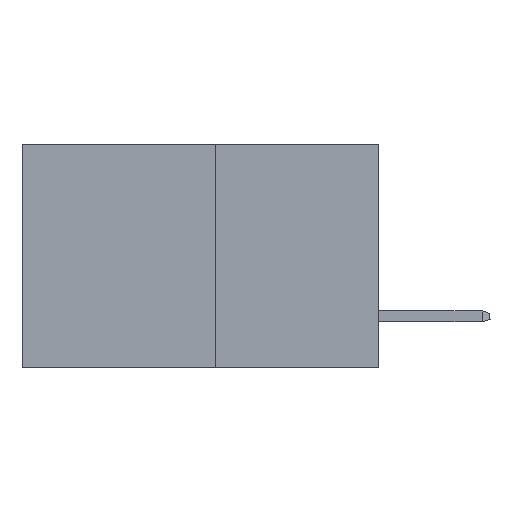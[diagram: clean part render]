
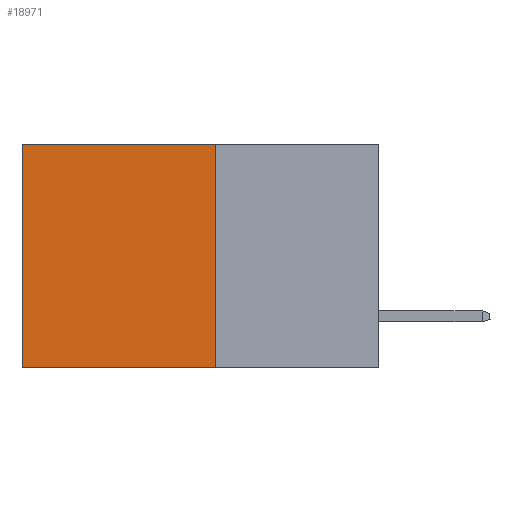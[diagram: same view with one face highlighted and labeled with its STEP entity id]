
A CAD part, left-side view. The second image highlights one B-rep face of the part: STEP entity #18971.
In plain terms, the highlighted planar face has unit normal (-1, 0, 0).
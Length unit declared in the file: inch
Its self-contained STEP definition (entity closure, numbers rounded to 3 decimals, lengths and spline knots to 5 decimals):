
#219 = DIRECTION ( 'NONE',  ( 0., 0., -1. ) ) ;
#278 = CARTESIAN_POINT ( 'NONE',  ( 0.277, 0.27, -0.37 ) ) ;
#281 = DIRECTION ( 'NONE',  ( 0., 0., -1. ) ) ;
#2002 = ORIENTED_EDGE ( 'NONE', *, *, #15497, .T. ) ;
#2935 = CARTESIAN_POINT ( 'NONE',  ( 0.277, 0.27, -0.37 ) ) ;
#3060 = AXIS2_PLACEMENT_3D ( 'NONE', #21809, #12072, #219 ) ;
#3330 = CARTESIAN_POINT ( 'NONE',  ( 0.277, 0.59, -0.37 ) ) ;
#3473 = VECTOR ( 'NONE', #4279, 39.37008 ) ;
#4279 = DIRECTION ( 'NONE',  ( 0., 0., -1. ) ) ;
#4740 = LINE ( 'NONE', #2935, #24329 ) ;
#4884 = DIRECTION ( 'NONE',  ( 0., 1., 0. ) ) ;
#6224 = CARTESIAN_POINT ( 'NONE',  ( 0.277, 0.27, 0. ) ) ;
#7233 = CARTESIAN_POINT ( 'NONE',  ( 0.277, 0.27, 0. ) ) ;
#8215 = DIRECTION ( 'NONE',  ( 0., 1., 0. ) ) ;
#8996 = VECTOR ( 'NONE', #281, 39.37008 ) ;
#10687 = VERTEX_POINT ( 'NONE', #11235 ) ;
#11235 = CARTESIAN_POINT ( 'NONE',  ( 0.277, 0.59, 0. ) ) ;
#12072 = DIRECTION ( 'NONE',  ( 1., 0., 0. ) ) ;
#12139 = CARTESIAN_POINT ( 'NONE',  ( 0.277, 0.59, -0.37 ) ) ;
#12790 = VECTOR ( 'NONE', #8215, 39.37008 ) ;
#13257 = VERTEX_POINT ( 'NONE', #3330 ) ;
#13404 = LINE ( 'NONE', #6224, #12790 ) ;
#13750 = FACE_OUTER_BOUND ( 'NONE', #17972, .T. ) ;
#14412 = ORIENTED_EDGE ( 'NONE', *, *, #21709, .T. ) ;
#15497 = EDGE_CURVE ( 'NONE', #20636, #10687, #13404, .T. ) ;
#15877 = EDGE_CURVE ( 'NONE', #23619, #13257, #4740, .T. ) ;
#16112 = ORIENTED_EDGE ( 'NONE', *, *, #21510, .F. ) ;
#17099 = ORIENTED_EDGE ( 'NONE', *, *, #15877, .F. ) ;
#17876 = PLANE ( 'NONE',  #3060 ) ;
#17972 = EDGE_LOOP ( 'NONE', ( #14412, #17099, #16112, #2002 ) ) ;
#18971 = ADVANCED_FACE ( 'NONE', ( #13750 ), #17876, .F. ) ;
#20636 = VERTEX_POINT ( 'NONE', #7233 ) ;
#21510 = EDGE_CURVE ( 'NONE', #20636, #23619, #24873, .T. ) ;
#21709 = EDGE_CURVE ( 'NONE', #10687, #13257, #23981, .T. ) ;
#21809 = CARTESIAN_POINT ( 'NONE',  ( 0.277, 0.27, -0.37 ) ) ;
#23391 = CARTESIAN_POINT ( 'NONE',  ( 0.277, 0.27, -0.37 ) ) ;
#23619 = VERTEX_POINT ( 'NONE', #23391 ) ;
#23981 = LINE ( 'NONE', #12139, #8996 ) ;
#24329 = VECTOR ( 'NONE', #4884, 39.37008 ) ;
#24873 = LINE ( 'NONE', #278, #3473 ) ;
